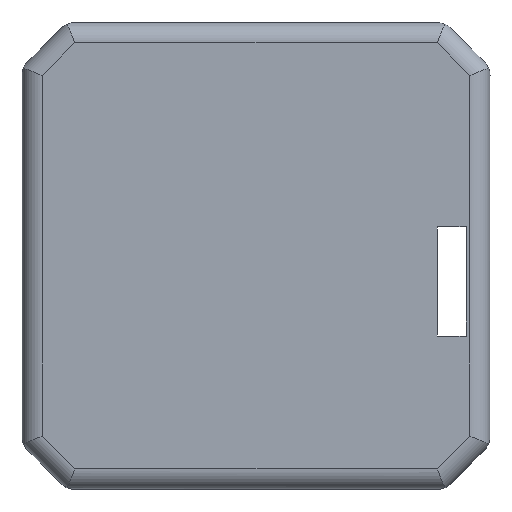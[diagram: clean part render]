
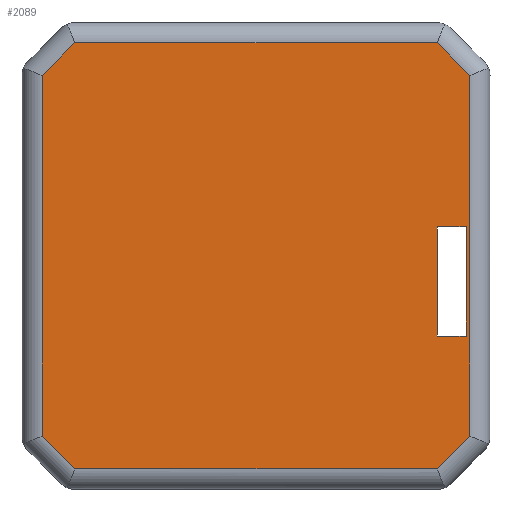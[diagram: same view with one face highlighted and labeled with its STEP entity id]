
A CAD part, top view. The second image highlights one B-rep face of the part: STEP entity #2089.
In plain terms, the highlighted planar face has unit normal (0, 0, 1).
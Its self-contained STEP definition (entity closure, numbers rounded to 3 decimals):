
#44=FACE_BOUND('',#270,.T.);
#75=PLANE('',#2283);
#158=FACE_OUTER_BOUND('',#269,.T.);
#269=EDGE_LOOP('',(#1686,#1687,#1688,#1689,#1690,#1691,#1692,#1693));
#270=EDGE_LOOP('',(#1694,#1695,#1696,#1697,#1698,#1699));
#454=LINE('',#3430,#660);
#470=LINE('',#3462,#676);
#473=LINE('',#3467,#679);
#475=LINE('',#3470,#681);
#476=LINE('',#3473,#682);
#478=LINE('',#3476,#684);
#479=LINE('',#3480,#685);
#480=LINE('',#3482,#686);
#481=LINE('',#3484,#687);
#482=LINE('',#3486,#688);
#483=LINE('',#3488,#689);
#484=LINE('',#3490,#690);
#485=LINE('',#3492,#691);
#486=LINE('',#3493,#692);
#660=VECTOR('',#2751,10.);
#676=VECTOR('',#2775,10.);
#679=VECTOR('',#2780,10.);
#681=VECTOR('',#2784,10.);
#682=VECTOR('',#2787,10.);
#684=VECTOR('',#2791,10.);
#685=VECTOR('',#2794,10.);
#686=VECTOR('',#2795,1.);
#687=VECTOR('',#2796,1.);
#688=VECTOR('',#2797,1.);
#689=VECTOR('',#2798,1.);
#690=VECTOR('',#2799,1.);
#691=VECTOR('',#2800,1.);
#692=VECTOR('',#2801,1.);
#966=VERTEX_POINT('',#3428);
#967=VERTEX_POINT('',#3429);
#978=VERTEX_POINT('',#3460);
#979=VERTEX_POINT('',#3461);
#980=VERTEX_POINT('',#3466);
#981=VERTEX_POINT('',#3472);
#982=VERTEX_POINT('',#3478);
#983=VERTEX_POINT('',#3479);
#984=VERTEX_POINT('',#3481);
#985=VERTEX_POINT('',#3483);
#986=VERTEX_POINT('',#3485);
#987=VERTEX_POINT('',#3487);
#988=VERTEX_POINT('',#3489);
#989=VERTEX_POINT('',#3491);
#1227=EDGE_CURVE('',#966,#967,#454,.T.);
#1245=EDGE_CURVE('',#978,#979,#470,.T.);
#1248=EDGE_CURVE('',#980,#978,#473,.T.);
#1250=EDGE_CURVE('',#979,#966,#475,.T.);
#1251=EDGE_CURVE('',#967,#981,#476,.T.);
#1253=EDGE_CURVE('',#981,#980,#478,.T.);
#1254=EDGE_CURVE('',#982,#983,#479,.T.);
#1255=EDGE_CURVE('',#984,#983,#480,.T.);
#1256=EDGE_CURVE('',#985,#984,#481,.T.);
#1257=EDGE_CURVE('',#986,#985,#482,.T.);
#1258=EDGE_CURVE('',#987,#986,#483,.T.);
#1259=EDGE_CURVE('',#988,#987,#484,.T.);
#1260=EDGE_CURVE('',#989,#988,#485,.T.);
#1261=EDGE_CURVE('',#982,#989,#486,.T.);
#1686=ORIENTED_EDGE('',*,*,#1254,.T.);
#1687=ORIENTED_EDGE('',*,*,#1255,.F.);
#1688=ORIENTED_EDGE('',*,*,#1256,.F.);
#1689=ORIENTED_EDGE('',*,*,#1257,.F.);
#1690=ORIENTED_EDGE('',*,*,#1258,.F.);
#1691=ORIENTED_EDGE('',*,*,#1259,.F.);
#1692=ORIENTED_EDGE('',*,*,#1260,.F.);
#1693=ORIENTED_EDGE('',*,*,#1261,.F.);
#1694=ORIENTED_EDGE('',*,*,#1251,.T.);
#1695=ORIENTED_EDGE('',*,*,#1253,.T.);
#1696=ORIENTED_EDGE('',*,*,#1248,.T.);
#1697=ORIENTED_EDGE('',*,*,#1245,.T.);
#1698=ORIENTED_EDGE('',*,*,#1250,.T.);
#1699=ORIENTED_EDGE('',*,*,#1227,.T.);
#2089=ADVANCED_FACE('',(#158,#44),#75,.T.);
#2283=AXIS2_PLACEMENT_3D('',#3477,#2792,#2793);
#2751=DIRECTION('',(-1.,0.,0.));
#2775=DIRECTION('',(1.,0.,0.));
#2780=DIRECTION('',(0.,1.,0.));
#2784=DIRECTION('',(0.,-1.,0.));
#2787=DIRECTION('',(0.,1.,0.));
#2791=DIRECTION('',(0.,1.,0.));
#2792=DIRECTION('center_axis',(0.,0.,1.));
#2793=DIRECTION('ref_axis',(1.,0.,0.));
#2794=DIRECTION('',(1.,0.,0.));
#2795=DIRECTION('',(-0.707,-0.707,0.));
#2796=DIRECTION('',(0.,-1.,0.));
#2797=DIRECTION('',(0.707,-0.707,0.));
#2798=DIRECTION('',(1.,0.,0.));
#2799=DIRECTION('',(0.707,0.707,0.));
#2800=DIRECTION('',(0.,1.,0.));
#2801=DIRECTION('',(-0.707,0.707,0.));
#3428=CARTESIAN_POINT('',(38.87,15.352,20.));
#3429=CARTESIAN_POINT('',(36.021,15.352,20.));
#3430=CARTESIAN_POINT('',(27.216,15.352,20.));
#3460=CARTESIAN_POINT('',(36.021,26.212,20.));
#3461=CARTESIAN_POINT('',(38.87,26.212,20.));
#3462=CARTESIAN_POINT('',(28.64,26.212,20.));
#3466=CARTESIAN_POINT('',(36.021,25.862,20.));
#3467=CARTESIAN_POINT('',(36.021,23.134,20.));
#3470=CARTESIAN_POINT('',(38.87,17.804,20.));
#3472=CARTESIAN_POINT('',(36.021,15.702,20.));
#3473=CARTESIAN_POINT('',(36.021,17.804,20.));
#3476=CARTESIAN_POINT('',(36.021,23.009,20.));
#3477=CARTESIAN_POINT('Origin',(18.411,20.155,20.));
#3478=CARTESIAN_POINT('',(0.,2.152,20.));
#3479=CARTESIAN_POINT('',(35.982,2.152,20.));
#3480=CARTESIAN_POINT('',(19.712,2.152,20.));
#3481=CARTESIAN_POINT('',(39.238,5.409,20.));
#3482=CARTESIAN_POINT('',(38.011,4.181,20.));
#3483=CARTESIAN_POINT('',(39.238,41.238,20.));
#3484=CARTESIAN_POINT('',(39.238,31.035,20.));
#3485=CARTESIAN_POINT('',(35.982,44.495,20.));
#3486=CARTESIAN_POINT('',(37.419,43.058,20.));
#3487=CARTESIAN_POINT('',(0.,44.495,20.));
#3488=CARTESIAN_POINT('',(8.791,44.495,20.));
#3489=CARTESIAN_POINT('',(-3.257,41.238,20.));
#3490=CARTESIAN_POINT('',(-3.441,41.054,20.));
#3491=CARTESIAN_POINT('',(-3.257,5.409,20.));
#3492=CARTESIAN_POINT('',(-3.257,12.216,20.));
#3493=CARTESIAN_POINT('',(0.395,1.757,20.));
